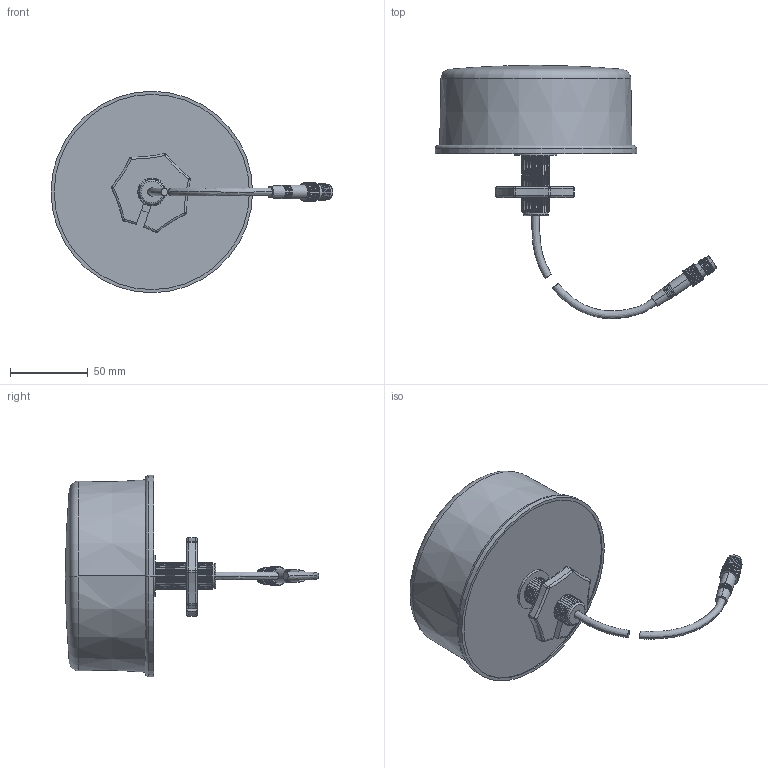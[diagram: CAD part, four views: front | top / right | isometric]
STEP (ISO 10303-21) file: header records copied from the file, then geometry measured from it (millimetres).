
FILE_DESCRIPTION (( 'STEP AP214' ), '1' );
FILE_NAME ('HG2458CU-1-TF.STEP', '2019-06-14T16:00:05', ( '' ), ( '' ), 'SwSTEP 2.0', 'SolidWorks 2018', '' );
FILE_SCHEMA (( 'AUTOMOTIVE_DESIGN' ));
Length unit declared in the file: inch
Products named in the file (9): ATF-1700; ATF-1700-MA2; HG2458CU-1-TF; HG2458CU-1_Boot; ATF-1700-MA1; HG2458CU-1_Nut; HG2458CU-1_Antenna; 12 Inch-195; ATF-1700-MA3
Assembly tree (8 placements, depth 3):
  HG2458CU-1-TF
    HG2458CU-1_Antenna
    HG2458CU-1_Nut
    12 Inch-195
    HG2458CU-1_Boot
    ATF-1700
      ATF-1700-MA1
      ATF-1700-MA2
      ATF-1700-MA3
Bounding box: 181.8 x 163.31 x 130 mm (x, y, z)
Volume: 683185.1 mm3; surface area: 60602.9 mm2
Topology: 8 solids, 8 shells, 562 faces, 1249 edges, 709 vertices
Faces by surface type: cone 316, cylinder 143, plane 59, torus 24, sphere 16, bspline 4
Entity records: 17283 total; most frequent: CARTESIAN_POINT 4348, DIRECTION 2727, ORIENTED_EDGE 2462, EDGE_CURVE 1231, AXIS2_PLACEMENT_3D 1138, VERTEX_POINT 709, EDGE_LOOP 594, CIRCLE 568
